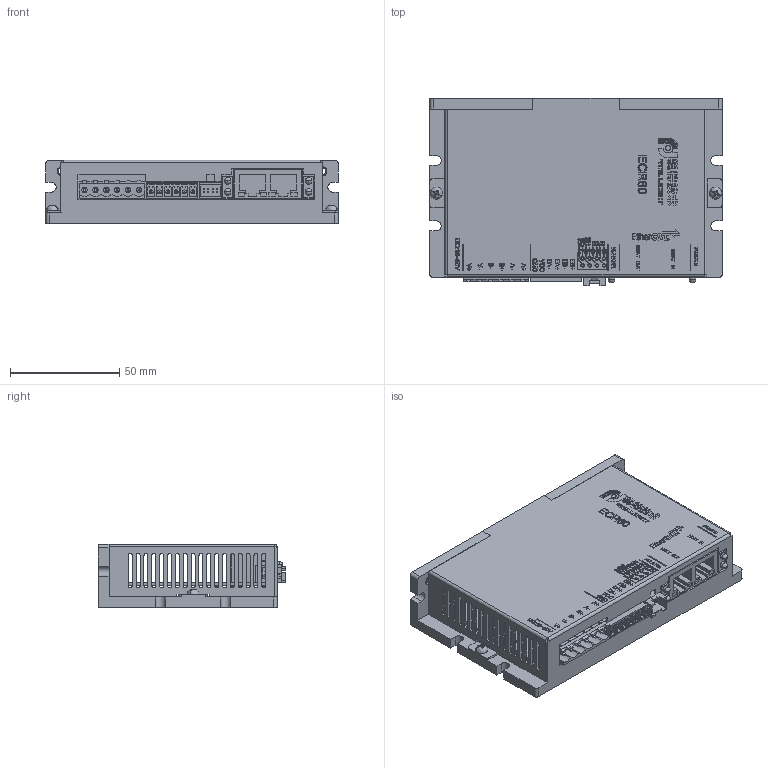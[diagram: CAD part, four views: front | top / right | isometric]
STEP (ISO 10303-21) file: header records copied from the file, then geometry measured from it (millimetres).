
FILE_DESCRIPTION((''),'2;1');
FILE_NAME('RT-ECR60','2025-03-20T15:25:33',('ruiwe'),(''),'CREO PARAMETRIC BY PTC INC, 2021063','CREO PARAMETRIC BY PTC INC, 2021063','');
FILE_SCHEMA(('CONFIG_CONTROL_DESIGN','SHAPE_APPEARANCE_LAYERS_GROUPS'));
Products named in the file (1): RT-ECR60
Bounding box: 134 x 86 x 29.08 mm (x, y, z)
Volume: 106553.9 mm3; surface area: 86213.2 mm2
Topology: 1 solids, 307 shells, 1849 faces, 9029 edges, 7522 vertices
Faces by surface type: plane 1192, cylinder 522, bspline 58, cone 49, sphere 20, torus 8
Entity records: 133400 total; most frequent: CARTESIAN_POINT 40673, ORIENTED_EDGE 13342, DIRECTION 10585, EDGE_CURVE 9009, VERTEX_POINT 7560, PRESENTATION_STYLE_ASSIGNMENT 7240, STYLED_ITEM 7240, CURVE_STYLE 5952
